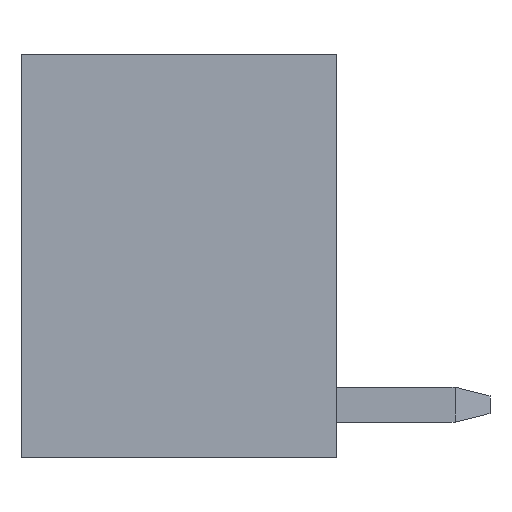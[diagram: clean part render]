
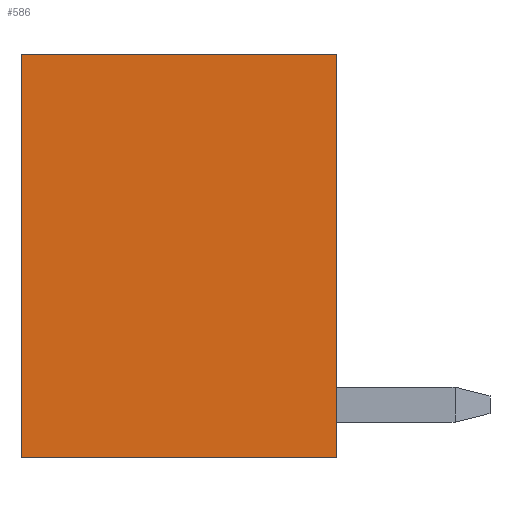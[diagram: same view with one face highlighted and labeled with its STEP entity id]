
A CAD part, left-side view. The second image highlights one B-rep face of the part: STEP entity #586.
In plain terms, the highlighted planar face has unit normal (-1, 0, 0).
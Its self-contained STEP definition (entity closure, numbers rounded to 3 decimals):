
#586 = ADVANCED_FACE( '', ( #1172 ), #1173, .F. );
#1172 = FACE_OUTER_BOUND( '', #1767, .T. );
#1173 = PLANE( '', #1768 );
#1767 = EDGE_LOOP( '', ( #3297, #3298, #3299, #3300 ) );
#1768 = AXIS2_PLACEMENT_3D( '', #3301, #3302, #3303 );
#3297 = ORIENTED_EDGE( '', *, *, #3892, .F. );
#3298 = ORIENTED_EDGE( '', *, *, #4181, .F. );
#3299 = ORIENTED_EDGE( '', *, *, #4022, .F. );
#3300 = ORIENTED_EDGE( '', *, *, #4287, .F. );
#3301 = CARTESIAN_POINT( '', ( -7.55, 0., 0. ) );
#3302 = DIRECTION( '', ( 1., 0., 0. ) );
#3303 = DIRECTION( '', ( 0., 0., -1. ) );
#3892 = EDGE_CURVE( '', #4767, #4769, #4770, .T. );
#4022 = EDGE_CURVE( '', #4975, #4976, #4977, .T. );
#4181 = EDGE_CURVE( '', #4976, #4767, #5196, .T. );
#4287 = EDGE_CURVE( '', #4769, #4975, #5321, .T. );
#4767 = VERTEX_POINT( '', #5997 );
#4769 = VERTEX_POINT( '', #6000 );
#4770 = LINE( '', #6001, #6002 );
#4975 = VERTEX_POINT( '', #6300 );
#4976 = VERTEX_POINT( '', #6301 );
#4977 = LINE( '', #6302, #6303 );
#5196 = LINE( '', #6635, #6636 );
#5321 = LINE( '', #6824, #6825 );
#5997 = CARTESIAN_POINT( '', ( -7.55, -3.6, 4.6 ) );
#6000 = CARTESIAN_POINT( '', ( -7.55, -3.6, -4.6 ) );
#6001 = CARTESIAN_POINT( '', ( -7.55, -3.6, 4.6 ) );
#6002 = VECTOR( '', #7112, 1000. );
#6300 = CARTESIAN_POINT( '', ( -7.55, 3.6, -4.6 ) );
#6301 = CARTESIAN_POINT( '', ( -7.55, 3.6, 4.6 ) );
#6302 = CARTESIAN_POINT( '', ( -7.55, 3.6, -4.6 ) );
#6303 = VECTOR( '', #7224, 1000. );
#6635 = CARTESIAN_POINT( '', ( -7.55, 3.6, 4.6 ) );
#6636 = VECTOR( '', #7353, 1000. );
#6824 = CARTESIAN_POINT( '', ( -7.55, -3.6, -4.6 ) );
#6825 = VECTOR( '', #7426, 1000. );
#7112 = DIRECTION( '', ( 0., 0., -1. ) );
#7224 = DIRECTION( '', ( 0., 0., 1. ) );
#7353 = DIRECTION( '', ( 0., -1., 0. ) );
#7426 = DIRECTION( '', ( 0., 1., 0. ) );
